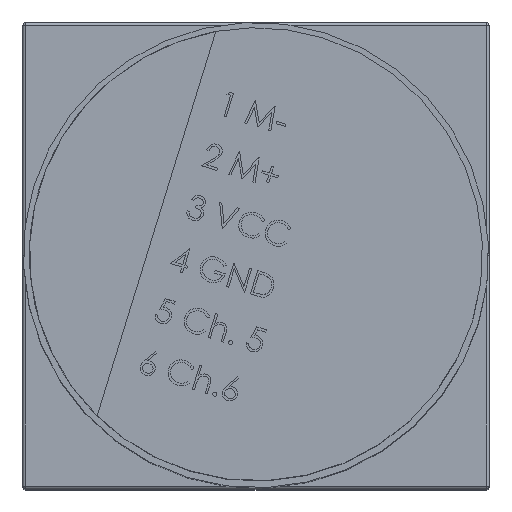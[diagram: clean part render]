
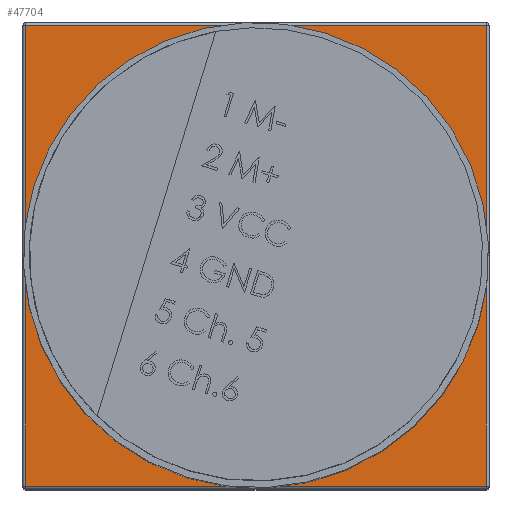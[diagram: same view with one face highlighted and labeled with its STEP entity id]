
A CAD part, top view. The second image highlights one B-rep face of the part: STEP entity #47704.
In plain terms, the highlighted planar face has unit normal (0, 0, 1).
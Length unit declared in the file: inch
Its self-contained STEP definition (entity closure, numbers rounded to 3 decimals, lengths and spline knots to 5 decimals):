
#3570 = VERTEX_POINT ( 'NONE', #49861 ) ;
#4068 = DIRECTION ( 'NONE',  ( 0., 0., -1. ) ) ;
#4415 = CARTESIAN_POINT ( 'NONE',  ( 0.1285, 0.75, 0.7825 ) ) ;
#5330 = ORIENTED_EDGE ( 'NONE', *, *, #57500, .T. ) ;
#7186 = ORIENTED_EDGE ( 'NONE', *, *, #60427, .T. ) ;
#8059 = CIRCLE ( 'NONE', #75155, 0.6215 ) ;
#8695 = LINE ( 'NONE', #56350, #25624 ) ;
#10819 = VECTOR ( 'NONE', #73433, 39.37008 ) ;
#17509 = CARTESIAN_POINT ( 'NONE',  ( 0., 0., 0.7825 ) ) ;
#17698 = FACE_OUTER_BOUND ( 'NONE', #89341, .T. ) ;
#18585 = CARTESIAN_POINT ( 'NONE',  ( 0.75, 0.75, 0.7825 ) ) ;
#23003 = ORIENTED_EDGE ( 'NONE', *, *, #85790, .T. ) ;
#24825 = EDGE_CURVE ( 'NONE', #83243, #89351, #8059, .T. ) ;
#24834 = EDGE_CURVE ( 'NONE', #89351, #83243, #82424, .T. ) ;
#25624 = VECTOR ( 'NONE', #92221, 39.37008 ) ;
#25838 = DIRECTION ( 'NONE',  ( -1., 0., 0. ) ) ;
#38074 = ORIENTED_EDGE ( 'NONE', *, *, #85233, .T. ) ;
#40265 = DIRECTION ( 'NONE',  ( -1., 0., 0. ) ) ;
#43597 = CARTESIAN_POINT ( 'NONE',  ( 0.01, 0., 0.7825 ) ) ;
#43820 = EDGE_LOOP ( 'NONE', ( #88592, #52551 ) ) ;
#44087 = CARTESIAN_POINT ( 'NONE',  ( 0., 1.49, 0.7825 ) ) ;
#47276 = CARTESIAN_POINT ( 'NONE',  ( 0.75, 0.75, 0.7825 ) ) ;
#47338 = CARTESIAN_POINT ( 'NONE',  ( 0.01, 1.49, 0.7825 ) ) ;
#47704 = ADVANCED_FACE ( 'NONE', ( #17698, #92031 ), #76118, .F. ) ;
#49067 = VECTOR ( 'NONE', #51289, 39.37008 ) ;
#49152 = LINE ( 'NONE', #52321, #10819 ) ;
#49861 = CARTESIAN_POINT ( 'NONE',  ( 1.49, 1.49, 0.7825 ) ) ;
#50798 = DIRECTION ( 'NONE',  ( 0., -1., 0. ) ) ;
#51289 = DIRECTION ( 'NONE',  ( -1., 0., 0. ) ) ;
#52321 = CARTESIAN_POINT ( 'NONE',  ( 1.49, 0., 0.7825 ) ) ;
#52551 = ORIENTED_EDGE ( 'NONE', *, *, #24834, .T. ) ;
#54479 = DIRECTION ( 'NONE',  ( -1., 0., 0. ) ) ;
#55268 = VERTEX_POINT ( 'NONE', #80633 ) ;
#56350 = CARTESIAN_POINT ( 'NONE',  ( 0., 0.01, 0.7825 ) ) ;
#57500 = EDGE_CURVE ( 'NONE', #79860, #55268, #8695, .T. ) ;
#57999 = CARTESIAN_POINT ( 'NONE',  ( 1.3715, 0.75, 0.7825 ) ) ;
#60427 = EDGE_CURVE ( 'NONE', #84428, #79860, #91647, .T. ) ;
#67682 = CARTESIAN_POINT ( 'NONE',  ( 0.01, 0.01, 0.7825 ) ) ;
#68948 = DIRECTION ( 'NONE',  ( 0., 0., -1. ) ) ;
#72531 = VECTOR ( 'NONE', #50798, 39.37008 ) ;
#73433 = DIRECTION ( 'NONE',  ( 0., 1., 0. ) ) ;
#75155 = AXIS2_PLACEMENT_3D ( 'NONE', #47276, #4068, #54479 ) ;
#76118 = PLANE ( 'NONE',  #93411 ) ;
#77263 = LINE ( 'NONE', #44087, #49067 ) ;
#79860 = VERTEX_POINT ( 'NONE', #67682 ) ;
#79985 = AXIS2_PLACEMENT_3D ( 'NONE', #18585, #68948, #25838 ) ;
#80633 = CARTESIAN_POINT ( 'NONE',  ( 1.49, 0.01, 0.7825 ) ) ;
#82424 = CIRCLE ( 'NONE', #79985, 0.6215 ) ;
#83243 = VERTEX_POINT ( 'NONE', #4415 ) ;
#83318 = DIRECTION ( 'NONE',  ( 0., 0., -1. ) ) ;
#84428 = VERTEX_POINT ( 'NONE', #47338 ) ;
#85233 = EDGE_CURVE ( 'NONE', #55268, #3570, #49152, .T. ) ;
#85790 = EDGE_CURVE ( 'NONE', #3570, #84428, #77263, .T. ) ;
#88592 = ORIENTED_EDGE ( 'NONE', *, *, #24825, .T. ) ;
#89341 = EDGE_LOOP ( 'NONE', ( #7186, #5330, #38074, #23003 ) ) ;
#89351 = VERTEX_POINT ( 'NONE', #57999 ) ;
#91647 = LINE ( 'NONE', #43597, #72531 ) ;
#92031 = FACE_BOUND ( 'NONE', #43820, .T. ) ;
#92221 = DIRECTION ( 'NONE',  ( 1., 0., 0. ) ) ;
#93411 = AXIS2_PLACEMENT_3D ( 'NONE', #17509, #83318, #40265 ) ;
